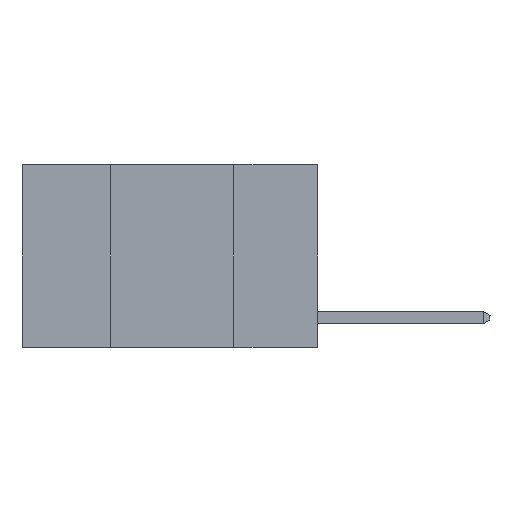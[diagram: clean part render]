
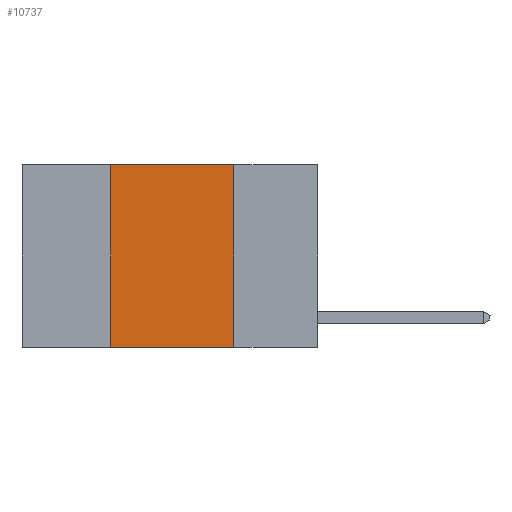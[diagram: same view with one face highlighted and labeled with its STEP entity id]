
A CAD part, left-side view. The second image highlights one B-rep face of the part: STEP entity #10737.
In plain terms, the highlighted planar face has unit normal (-1, 0, 0).
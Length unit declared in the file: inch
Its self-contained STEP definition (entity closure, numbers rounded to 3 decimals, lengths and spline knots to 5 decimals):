
#723 = ORIENTED_EDGE ( 'NONE', *, *, #3453, .T. ) ;
#1238 = CARTESIAN_POINT ( 'NONE',  ( 0., 0.17, 0. ) ) ;
#2665 = PLANE ( 'NONE',  #6763 ) ;
#3337 = CARTESIAN_POINT ( 'NONE',  ( 0., 0.42, 0. ) ) ;
#3345 = VERTEX_POINT ( 'NONE', #3337 ) ;
#3453 = EDGE_CURVE ( 'NONE', #11575, #5105, #3874, .T. ) ;
#3874 = LINE ( 'NONE', #18186, #11592 ) ;
#4510 = EDGE_CURVE ( 'NONE', #15279, #5105, #15651, .T. ) ;
#4815 = LINE ( 'NONE', #16345, #11307 ) ;
#5004 = EDGE_CURVE ( 'NONE', #3345, #15279, #4815, .T. ) ;
#5105 = VERTEX_POINT ( 'NONE', #21055 ) ;
#5876 = VECTOR ( 'NONE', #20569, 39.37008 ) ;
#6763 = AXIS2_PLACEMENT_3D ( 'NONE', #16002, #7769, #14188 ) ;
#7669 = FACE_OUTER_BOUND ( 'NONE', #13217, .T. ) ;
#7769 = DIRECTION ( 'NONE',  ( 1., 0., 0. ) ) ;
#9734 = LINE ( 'NONE', #14755, #12582 ) ;
#10737 = ADVANCED_FACE ( 'NONE', ( #7669 ), #2665, .F. ) ;
#11300 = ORIENTED_EDGE ( 'NONE', *, *, #15827, .F. ) ;
#11307 = VECTOR ( 'NONE', #11328, 39.37008 ) ;
#11328 = DIRECTION ( 'NONE',  ( 0., -1., 0. ) ) ;
#11575 = VERTEX_POINT ( 'NONE', #17358 ) ;
#11592 = VECTOR ( 'NONE', #16576, 39.37008 ) ;
#12582 = VECTOR ( 'NONE', #18180, 39.37008 ) ;
#13217 = EDGE_LOOP ( 'NONE', ( #14197, #13313, #11300, #723 ) ) ;
#13313 = ORIENTED_EDGE ( 'NONE', *, *, #5004, .F. ) ;
#14045 = CARTESIAN_POINT ( 'NONE',  ( 0., 0.17, 0. ) ) ;
#14188 = DIRECTION ( 'NONE',  ( 0., 0., -1. ) ) ;
#14197 = ORIENTED_EDGE ( 'NONE', *, *, #4510, .F. ) ;
#14755 = CARTESIAN_POINT ( 'NONE',  ( 0., 0.42, 0. ) ) ;
#15279 = VERTEX_POINT ( 'NONE', #1238 ) ;
#15651 = LINE ( 'NONE', #14045, #5876 ) ;
#15827 = EDGE_CURVE ( 'NONE', #11575, #3345, #9734, .T. ) ;
#16002 = CARTESIAN_POINT ( 'NONE',  ( 0., 0.6, 0. ) ) ;
#16345 = CARTESIAN_POINT ( 'NONE',  ( 0., 0.6, 0. ) ) ;
#16576 = DIRECTION ( 'NONE',  ( 0., -1., 0. ) ) ;
#17358 = CARTESIAN_POINT ( 'NONE',  ( 0., 0.42, -0.37 ) ) ;
#18180 = DIRECTION ( 'NONE',  ( 0., 0., 1. ) ) ;
#18186 = CARTESIAN_POINT ( 'NONE',  ( 0., 0.6, -0.37 ) ) ;
#20569 = DIRECTION ( 'NONE',  ( 0., 0., -1. ) ) ;
#21055 = CARTESIAN_POINT ( 'NONE',  ( 0., 0.17, -0.37 ) ) ;
